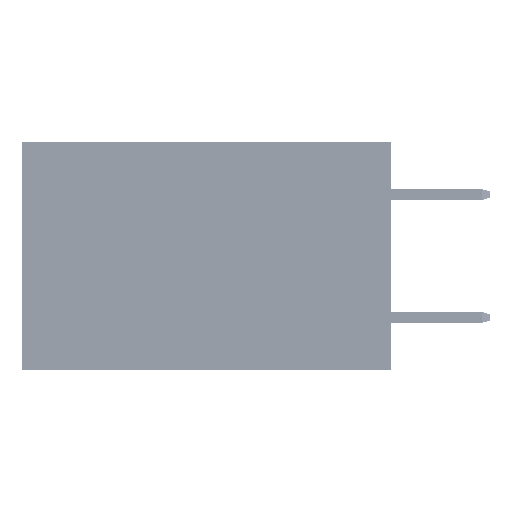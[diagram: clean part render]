
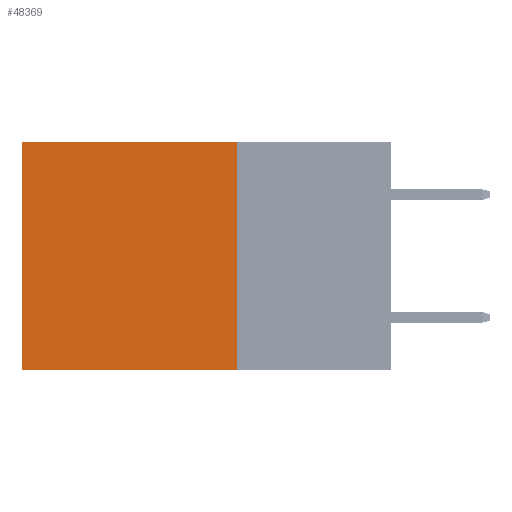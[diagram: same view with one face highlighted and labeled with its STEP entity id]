
A CAD part, left-side view. The second image highlights one B-rep face of the part: STEP entity #48369.
In plain terms, the highlighted planar face has unit normal (-1, 0, 0).
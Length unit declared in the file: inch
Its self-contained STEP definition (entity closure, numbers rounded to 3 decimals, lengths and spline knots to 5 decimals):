
#26 = VERTEX_POINT ( 'NONE', #41209 ) ;
#3285 = ORIENTED_EDGE ( 'NONE', *, *, #29663, .T. ) ;
#3682 = VECTOR ( 'NONE', #39312, 39.37008 ) ;
#6336 = ORIENTED_EDGE ( 'NONE', *, *, #38729, .F. ) ;
#7956 = CARTESIAN_POINT ( 'NONE',  ( 0.2875, 0.25, 0. ) ) ;
#9984 = FACE_OUTER_BOUND ( 'NONE', #35655, .T. ) ;
#10113 = VERTEX_POINT ( 'NONE', #23919 ) ;
#11204 = VECTOR ( 'NONE', #34584, 39.37008 ) ;
#11232 = DIRECTION ( 'NONE',  ( 0., 0., -1. ) ) ;
#13612 = LINE ( 'NONE', #7956, #11204 ) ;
#13831 = LINE ( 'NONE', #27846, #3682 ) ;
#15925 = ORIENTED_EDGE ( 'NONE', *, *, #42205, .T. ) ;
#16130 = EDGE_CURVE ( 'NONE', #10113, #26, #41785, .T. ) ;
#19267 = CARTESIAN_POINT ( 'NONE',  ( 0.2875, 0.6, 0. ) ) ;
#19688 = CARTESIAN_POINT ( 'NONE',  ( 0.2875, 0.25, 0. ) ) ;
#22069 = VERTEX_POINT ( 'NONE', #19267 ) ;
#23919 = CARTESIAN_POINT ( 'NONE',  ( 0.2875, 0.25, 0. ) ) ;
#25181 = VERTEX_POINT ( 'NONE', #40137 ) ;
#26338 = PLANE ( 'NONE',  #40290 ) ;
#27846 = CARTESIAN_POINT ( 'NONE',  ( 0.2875, 0.25, -0.37 ) ) ;
#29319 = VECTOR ( 'NONE', #11232, 39.37008 ) ;
#29663 = EDGE_CURVE ( 'NONE', #10113, #22069, #13612, .T. ) ;
#30372 = CARTESIAN_POINT ( 'NONE',  ( 0.2875, 0.25, 0. ) ) ;
#31162 = DIRECTION ( 'NONE',  ( 0., 0., -1. ) ) ;
#34063 = VECTOR ( 'NONE', #31162, 39.37008 ) ;
#34584 = DIRECTION ( 'NONE',  ( 0., 1., 0. ) ) ;
#35655 = EDGE_LOOP ( 'NONE', ( #15925, #6336, #49142, #3285 ) ) ;
#37179 = DIRECTION ( 'NONE',  ( 1., 0., 0. ) ) ;
#38729 = EDGE_CURVE ( 'NONE', #26, #25181, #13831, .T. ) ;
#39312 = DIRECTION ( 'NONE',  ( 0., 1., 0. ) ) ;
#40137 = CARTESIAN_POINT ( 'NONE',  ( 0.2875, 0.6, -0.37 ) ) ;
#40290 = AXIS2_PLACEMENT_3D ( 'NONE', #30372, #37179, #44974 ) ;
#40606 = LINE ( 'NONE', #41158, #29319 ) ;
#41158 = CARTESIAN_POINT ( 'NONE',  ( 0.2875, 0.6, 0. ) ) ;
#41209 = CARTESIAN_POINT ( 'NONE',  ( 0.2875, 0.25, -0.37 ) ) ;
#41785 = LINE ( 'NONE', #19688, #34063 ) ;
#42205 = EDGE_CURVE ( 'NONE', #22069, #25181, #40606, .T. ) ;
#44974 = DIRECTION ( 'NONE',  ( 0., 0., -1. ) ) ;
#48369 = ADVANCED_FACE ( 'NONE', ( #9984 ), #26338, .F. ) ;
#49142 = ORIENTED_EDGE ( 'NONE', *, *, #16130, .F. ) ;
